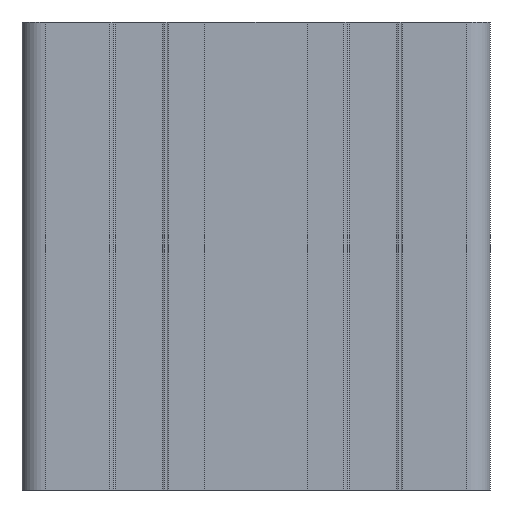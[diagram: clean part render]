
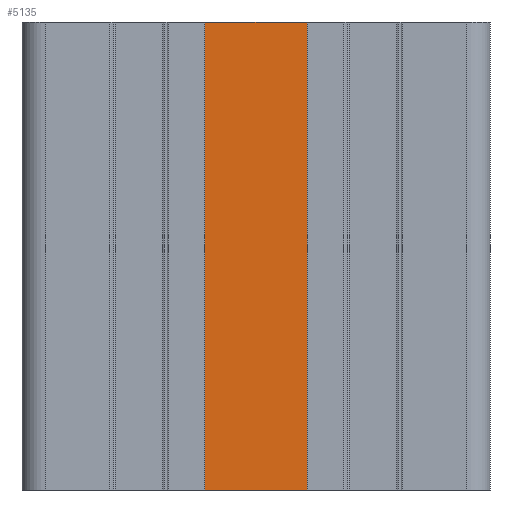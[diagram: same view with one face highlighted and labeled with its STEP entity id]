
A CAD part, front view. The second image highlights one B-rep face of the part: STEP entity #5135.
In plain terms, the highlighted planar face has unit normal (0, -1, 0).
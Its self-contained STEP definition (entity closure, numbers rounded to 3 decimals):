
#63=PLANE('',#5583);
#269=FACE_OUTER_BOUND('',#545,.T.);
#545=EDGE_LOOP('',(#4205,#4206,#4207,#4208));
#820=LINE('',#7514,#1416);
#926=LINE('',#7852,#1522);
#1166=LINE('',#8468,#1762);
#1167=LINE('',#8470,#1763);
#1416=VECTOR('',#5944,22.);
#1522=VECTOR('',#6182,22.);
#1762=VECTOR('',#6712,100.);
#1763=VECTOR('',#6715,100.);
#2234=VERTEX_POINT('',#7511);
#2235=VERTEX_POINT('',#7513);
#2400=VERTEX_POINT('',#7849);
#2401=VERTEX_POINT('',#7851);
#2755=EDGE_CURVE('',#2234,#2235,#820,.T.);
#2924=EDGE_CURVE('',#2400,#2401,#926,.T.);
#3246=EDGE_CURVE('',#2401,#2234,#1166,.T.);
#3247=EDGE_CURVE('',#2400,#2235,#1167,.T.);
#4205=ORIENTED_EDGE('',*,*,#2755,.F.);
#4206=ORIENTED_EDGE('',*,*,#3246,.F.);
#4207=ORIENTED_EDGE('',*,*,#2924,.F.);
#4208=ORIENTED_EDGE('',*,*,#3247,.T.);
#5135=ADVANCED_FACE('',(#269),#63,.T.);
#5583=AXIS2_PLACEMENT_3D('',#8472,#6717,#6718);
#5944=DIRECTION('',(-1.,0.,0.));
#6182=DIRECTION('',(1.,0.,0.));
#6712=DIRECTION('',(0.,0.,-1.));
#6715=DIRECTION('',(0.,0.,-1.));
#6717=DIRECTION('center_axis',(0.,-1.,0.));
#6718=DIRECTION('ref_axis',(-1.,0.,0.));
#7511=CARTESIAN_POINT('',(11.,-24.,0.));
#7513=CARTESIAN_POINT('',(-11.,-24.,0.));
#7514=CARTESIAN_POINT('',(5.5,-24.,0.));
#7849=CARTESIAN_POINT('',(-11.,-24.,100.));
#7851=CARTESIAN_POINT('',(11.,-24.,100.));
#7852=CARTESIAN_POINT('',(5.5,-24.,100.));
#8468=CARTESIAN_POINT('',(11.,-24.,100.));
#8470=CARTESIAN_POINT('',(-11.,-24.,100.));
#8472=CARTESIAN_POINT('Origin',(11.,-24.,100.));
